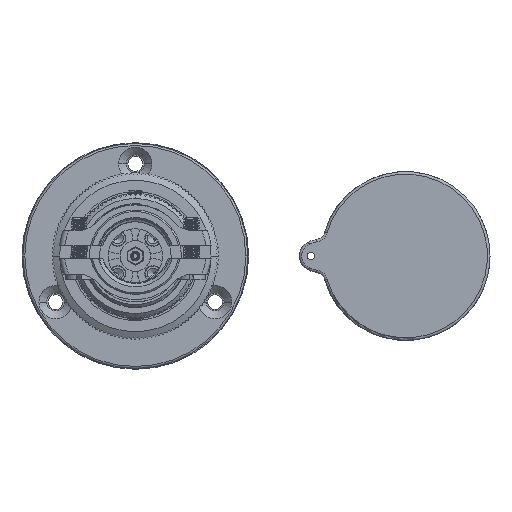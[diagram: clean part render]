
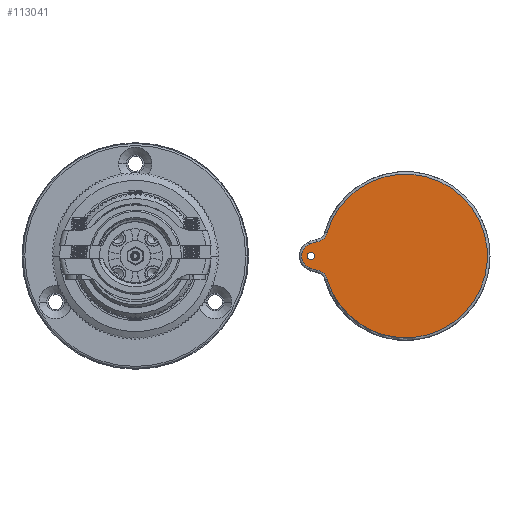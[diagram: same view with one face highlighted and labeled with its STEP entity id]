
A CAD part, front view. The second image highlights one B-rep face of the part: STEP entity #113041.
In plain terms, the highlighted face is planar.
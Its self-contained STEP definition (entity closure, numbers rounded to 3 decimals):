
#112378=CARTESIAN_POINT('',(17.787,16.,0.));
#112379=DIRECTION('',(0.,-1.,0.));
#112380=DIRECTION('',(0.413,0.,-0.911));
#112381=AXIS2_PLACEMENT_3D('',#112378,#112379,#112380);
#112383=CARTESIAN_POINT('',(16.051,16.,-3.824));
#112384=DIRECTION('',(0.,-1.,0.));
#112385=DIRECTION('',(0.413,0.,0.911));
#112386=AXIS2_PLACEMENT_3D('',#112383,#112384,#112385);
#112388=CARTESIAN_POINT('',(17.749,16.,5.218));
#112389=DIRECTION('',(0.,1.,0.));
#112390=DIRECTION('',(-0.185,0.,-0.983));
#112391=AXIS2_PLACEMENT_3D('',#112388,#112389,#112390);
#112393=CARTESIAN_POINT('',(0.,16.,0.));
#112394=DIRECTION('',(0.,-1.,0.));
#112395=DIRECTION('',(0.959,0.,0.282));
#112396=AXIS2_PLACEMENT_3D('',#112393,#112394,#112395);
#112398=CARTESIAN_POINT('',(0.,16.,0.));
#112399=DIRECTION('',(0.,-1.,0.));
#112400=DIRECTION('',(-0.961,0.,0.275));
#112401=AXIS2_PLACEMENT_3D('',#112398,#112399,#112400);
#112403=CARTESIAN_POINT('',(17.749,16.,-5.218));
#112404=DIRECTION('',(0.,1.,0.));
#112405=DIRECTION('',(-0.959,0.,0.282));
#112406=AXIS2_PLACEMENT_3D('',#112403,#112404,#112405);
#112408=CARTESIAN_POINT('',(16.051,16.,3.824));
#112409=DIRECTION('',(0.,-1.,0.));
#112410=DIRECTION('',(0.185,0.,-0.983));
#112411=AXIS2_PLACEMENT_3D('',#112408,#112409,#112410);
#112413=CARTESIAN_POINT('',(18.5,16.,0.));
#112414=DIRECTION('',(0.,1.,0.));
#112415=DIRECTION('',(1.,0.,0.));
#112416=AXIS2_PLACEMENT_3D('',#112413,#112414,#112415);
#112418=CARTESIAN_POINT('',(18.5,16.,0.));
#112419=DIRECTION('',(0.,1.,0.));
#112420=DIRECTION('',(-1.,0.,0.));
#112421=AXIS2_PLACEMENT_3D('',#112418,#112419,#112420);
#112665=CARTESIAN_POINT('',(17.75,16.,0.));
#112666=VERTEX_POINT('',#112665);
#112667=CARTESIAN_POINT('',(19.25,16.,0.));
#112668=VERTEX_POINT('',#112667);
#112669=CARTESIAN_POINT('',(18.821,16.,-2.276));
#112670=CARTESIAN_POINT('',(18.821,16.,2.276));
#112671=VERTEX_POINT('',#112669);
#112672=VERTEX_POINT('',#112670);
#112673=CARTESIAN_POINT('',(17.287,16.,2.761));
#112674=VERTEX_POINT('',#112673);
#112675=CARTESIAN_POINT('',(15.35,16.,4.513));
#112676=VERTEX_POINT('',#112675);
#112677=CARTESIAN_POINT('',(-15.382,16.,4.404));
#112678=CARTESIAN_POINT('',(15.35,16.,-4.513));
#112679=VERTEX_POINT('',#112677);
#112680=VERTEX_POINT('',#112678);
#112681=CARTESIAN_POINT('',(17.287,16.,-2.761));
#112682=VERTEX_POINT('',#112681);
#113015=CARTESIAN_POINT('',(0.,16.,0.));
#113016=DIRECTION('',(0.,-1.,0.));
#113017=DIRECTION('',(-1.,0.,0.));
#113018=AXIS2_PLACEMENT_3D('',#113015,#113016,#113017);
#113019=PLANE('',#113018);
#113020=ORIENTED_EDGE('',*,*,#113005,.T.);
#113022=ORIENTED_EDGE('',*,*,#113021,.T.);
#113024=ORIENTED_EDGE('',*,*,#113023,.T.);
#113026=ORIENTED_EDGE('',*,*,#113025,.T.);
#113028=ORIENTED_EDGE('',*,*,#113027,.T.);
#113030=ORIENTED_EDGE('',*,*,#113029,.T.);
#113032=ORIENTED_EDGE('',*,*,#113031,.T.);
#113033=EDGE_LOOP('',(#113020,#113022,#113024,#113026,#113028,#113030,#113032));
#113034=FACE_OUTER_BOUND('',#113033,.F.);
#113036=ORIENTED_EDGE('',*,*,#113035,.T.);
#113038=ORIENTED_EDGE('',*,*,#113037,.T.);
#113039=EDGE_LOOP('',(#113036,#113038));
#113040=FACE_BOUND('',#113039,.F.);
#113041=ADVANCED_FACE('',(#113034,#113040),#113019,.F.);
#112382=CIRCLE('',#112381,2.5);
#112387=CIRCLE('',#112386,6.7);
#112392=CIRCLE('',#112391,2.5);
#112397=CIRCLE('',#112396,16.);
#112402=CIRCLE('',#112401,16.);
#112407=CIRCLE('',#112406,2.5);
#112412=CIRCLE('',#112411,6.7);
#112417=CIRCLE('',#112416,0.75);
#112422=CIRCLE('',#112421,0.75);
#113005=EDGE_CURVE('',#112671,#112672,#112382,.T.);
#113021=EDGE_CURVE('',#112672,#112674,#112387,.T.);
#113023=EDGE_CURVE('',#112674,#112676,#112392,.T.);
#113025=EDGE_CURVE('',#112676,#112679,#112397,.T.);
#113027=EDGE_CURVE('',#112679,#112680,#112402,.T.);
#113029=EDGE_CURVE('',#112680,#112682,#112407,.T.);
#113031=EDGE_CURVE('',#112682,#112671,#112412,.T.);
#113035=EDGE_CURVE('',#112668,#112666,#112417,.T.);
#113037=EDGE_CURVE('',#112666,#112668,#112422,.T.);
